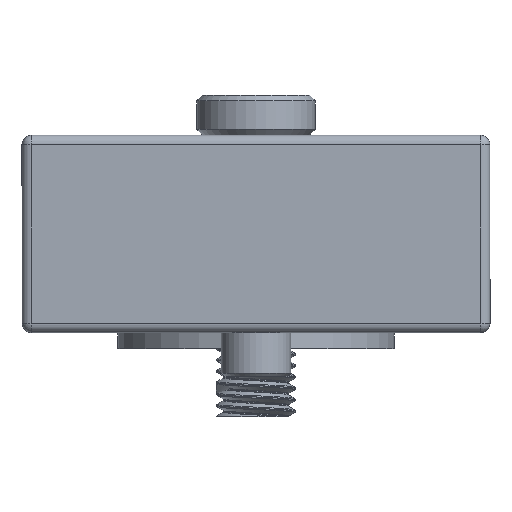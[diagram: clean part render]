
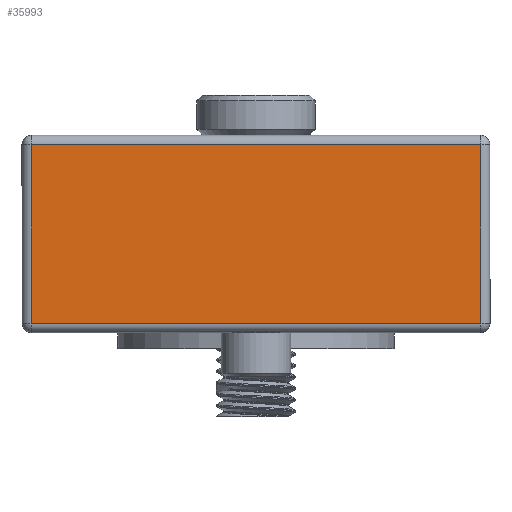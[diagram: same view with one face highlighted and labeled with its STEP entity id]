
A CAD part, front view. The second image highlights one B-rep face of the part: STEP entity #35993.
In plain terms, the highlighted face is planar.
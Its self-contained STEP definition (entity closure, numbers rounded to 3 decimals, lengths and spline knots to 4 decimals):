
#1503=PLANE('',#37692);
#4257=FACE_OUTER_BOUND('',#6210,.T.);
#6210=EDGE_LOOP('',(#31498,#31499,#31500,#31501));
#10380=LINE('',#58710,#14349);
#10383=LINE('',#58727,#14352);
#10386=LINE('',#58745,#14355);
#10394=LINE('',#58766,#14363);
#14349=VECTOR('',#44477,0.3937);
#14352=VECTOR('',#44498,0.3937);
#14355=VECTOR('',#44521,0.3937);
#14363=VECTOR('',#44551,0.3937);
#17510=VERTEX_POINT('',#58697);
#17512=VERTEX_POINT('',#58703);
#17519=VERTEX_POINT('',#58722);
#17523=VERTEX_POINT('',#58739);
#22214=EDGE_CURVE('',#17512,#17510,#10380,.T.);
#22223=EDGE_CURVE('',#17510,#17519,#10383,.T.);
#22232=EDGE_CURVE('',#17523,#17512,#10386,.T.);
#22244=EDGE_CURVE('',#17519,#17523,#10394,.T.);
#31498=ORIENTED_EDGE('',*,*,#22214,.F.);
#31499=ORIENTED_EDGE('',*,*,#22232,.F.);
#31500=ORIENTED_EDGE('',*,*,#22244,.F.);
#31501=ORIENTED_EDGE('',*,*,#22223,.F.);
#35993=ADVANCED_FACE('',(#4257),#1503,.T.);
#37692=AXIS2_PLACEMENT_3D('',#58773,#44560,#44561);
#44477=DIRECTION('',(1.,0.,0.));
#44498=DIRECTION('',(0.,0.,1.));
#44521=DIRECTION('',(0.,0.,-1.));
#44551=DIRECTION('',(-1.,0.,0.));
#44560=DIRECTION('center_axis',(0.,1.,0.));
#44561=DIRECTION('ref_axis',(-1.,0.,0.));
#58697=CARTESIAN_POINT('',(1.45,1.11,0.03));
#58703=CARTESIAN_POINT('',(0.03,1.11,0.03));
#58710=CARTESIAN_POINT('',(1.11,1.11,0.03));
#58722=CARTESIAN_POINT('',(1.45,1.11,0.595));
#58727=CARTESIAN_POINT('',(1.45,1.11,0.));
#58739=CARTESIAN_POINT('',(0.03,1.11,0.595));
#58745=CARTESIAN_POINT('',(0.03,1.11,0.));
#58766=CARTESIAN_POINT('',(1.11,1.11,0.595));
#58773=CARTESIAN_POINT('Origin',(1.48,1.11,0.));
